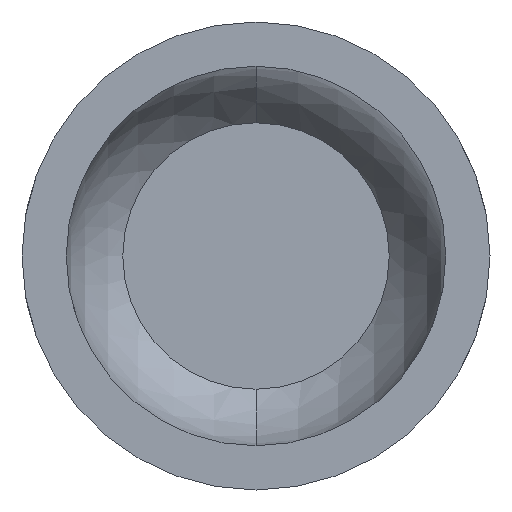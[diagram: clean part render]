
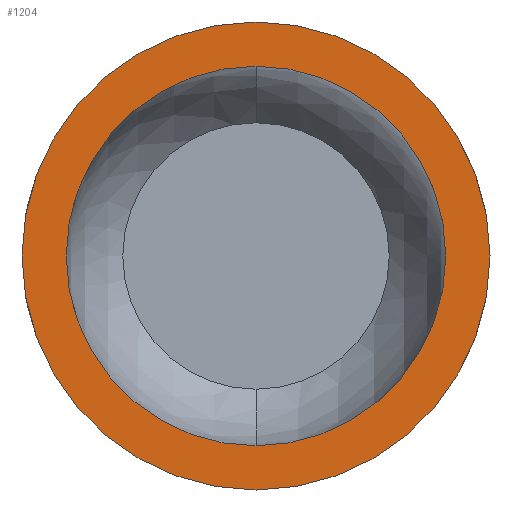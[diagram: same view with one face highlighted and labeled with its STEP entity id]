
A CAD part, front view. The second image highlights one B-rep face of the part: STEP entity #1204.
In plain terms, the highlighted planar face has unit normal (0, -1, 0).
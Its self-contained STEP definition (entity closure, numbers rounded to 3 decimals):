
#45 = EDGE_CURVE ( 'NONE', #632, #133, #152, .T. ) ;
#72 = CARTESIAN_POINT ( 'NONE',  ( 0., 0., 0. ) ) ;
#106 = ORIENTED_EDGE ( 'NONE', *, *, #251, .T. ) ;
#133 = VERTEX_POINT ( 'NONE', #753 ) ;
#146 = AXIS2_PLACEMENT_3D ( 'NONE', #707, #488, #921 ) ;
#152 = CIRCLE ( 'NONE', #518, 22.5 ) ;
#172 = EDGE_CURVE ( 'NONE', #425, #749, #1406, .T. ) ;
#179 = DIRECTION ( 'NONE',  ( 0., 1., 0. ) ) ;
#213 = DIRECTION ( 'NONE',  ( 0., 1., 0. ) ) ;
#251 = EDGE_CURVE ( 'NONE', #749, #425, #901, .T. ) ;
#410 = CARTESIAN_POINT ( 'NONE',  ( 0., 0., 0. ) ) ;
#425 = VERTEX_POINT ( 'NONE', #1441 ) ;
#431 = AXIS2_PLACEMENT_3D ( 'NONE', #739, #1055, #1279 ) ;
#437 = CARTESIAN_POINT ( 'NONE',  ( 0., 0., -18.25 ) ) ;
#488 = DIRECTION ( 'NONE',  ( 0., 1., 0. ) ) ;
#511 = ORIENTED_EDGE ( 'NONE', *, *, #638, .F. ) ;
#518 = AXIS2_PLACEMENT_3D ( 'NONE', #410, #179, #830 ) ;
#557 = DIRECTION ( 'NONE',  ( 0., -1., 0. ) ) ;
#617 = CIRCLE ( 'NONE', #146, 22.5 ) ;
#632 = VERTEX_POINT ( 'NONE', #872 ) ;
#638 = EDGE_CURVE ( 'NONE', #133, #632, #617, .T. ) ;
#673 = ORIENTED_EDGE ( 'NONE', *, *, #172, .T. ) ;
#680 = PLANE ( 'NONE',  #820 ) ;
#707 = CARTESIAN_POINT ( 'NONE',  ( 0., 0., 0. ) ) ;
#714 = EDGE_LOOP ( 'NONE', ( #511, #989 ) ) ;
#739 = CARTESIAN_POINT ( 'NONE',  ( 0., 0., 0. ) ) ;
#749 = VERTEX_POINT ( 'NONE', #437 ) ;
#753 = CARTESIAN_POINT ( 'NONE',  ( 0., 0., 22.5 ) ) ;
#799 = FACE_OUTER_BOUND ( 'NONE', #714, .T. ) ;
#820 = AXIS2_PLACEMENT_3D ( 'NONE', #1091, #557, #1207 ) ;
#830 = DIRECTION ( 'NONE',  ( 0., 0., 1. ) ) ;
#872 = CARTESIAN_POINT ( 'NONE',  ( 0., 0., -22.5 ) ) ;
#901 = CIRCLE ( 'NONE', #1009, 18.25 ) ;
#921 = DIRECTION ( 'NONE',  ( 0., 0., 1. ) ) ;
#989 = ORIENTED_EDGE ( 'NONE', *, *, #45, .F. ) ;
#1009 = AXIS2_PLACEMENT_3D ( 'NONE', #72, #213, #1430 ) ;
#1055 = DIRECTION ( 'NONE',  ( 0., 1., 0. ) ) ;
#1091 = CARTESIAN_POINT ( 'NONE',  ( 0., 0., 22.5 ) ) ;
#1173 = EDGE_LOOP ( 'NONE', ( #673, #106 ) ) ;
#1204 = ADVANCED_FACE ( 'NONE', ( #1240, #799 ), #680, .T. ) ;
#1207 = DIRECTION ( 'NONE',  ( 0., 0., -1. ) ) ;
#1240 = FACE_BOUND ( 'NONE', #1173, .T. ) ;
#1279 = DIRECTION ( 'NONE',  ( 0., 0., 1. ) ) ;
#1406 = CIRCLE ( 'NONE', #431, 18.25 ) ;
#1430 = DIRECTION ( 'NONE',  ( 0., 0., 1. ) ) ;
#1441 = CARTESIAN_POINT ( 'NONE',  ( 0., 0., 18.25 ) ) ;
